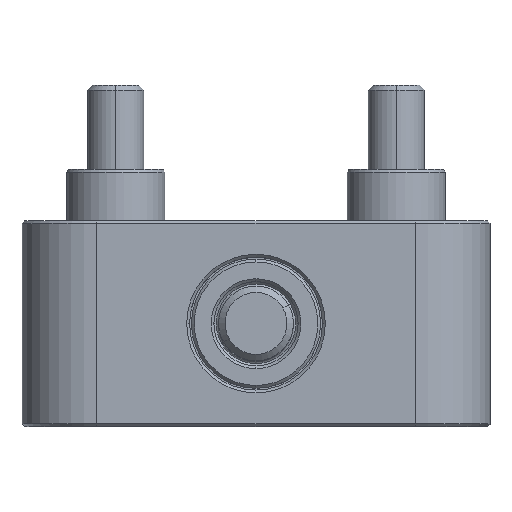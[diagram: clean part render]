
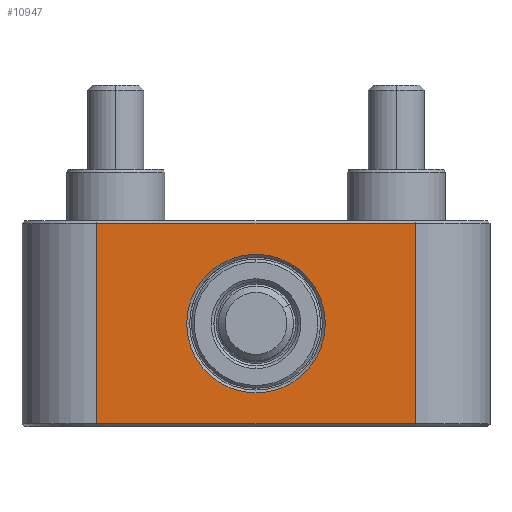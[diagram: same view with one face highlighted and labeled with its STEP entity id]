
A CAD part, top view. The second image highlights one B-rep face of the part: STEP entity #10947.
In plain terms, the highlighted face is planar.
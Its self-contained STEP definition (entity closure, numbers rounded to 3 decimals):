
#199 = DIRECTION ( 'NONE',  ( 0., 0., 1. ) ) ;
#664 = ORIENTED_EDGE ( 'NONE', *, *, #14036, .T. ) ;
#1175 = DIRECTION ( 'NONE',  ( -1., 0., 0. ) ) ;
#1717 = CARTESIAN_POINT ( 'NONE',  ( -17., 0.3, -12. ) ) ;
#2483 = EDGE_LOOP ( 'NONE', ( #4833, #664 ) ) ;
#2792 = DIRECTION ( 'NONE',  ( 0., -1., 0. ) ) ;
#3249 = DIRECTION ( 'NONE',  ( 0., 1., 0. ) ) ;
#3415 = AXIS2_PLACEMENT_3D ( 'NONE', #3469, #9785, #8305 ) ;
#3469 = CARTESIAN_POINT ( 'NONE',  ( 0., 11., -12. ) ) ;
#3975 = VERTEX_POINT ( 'NONE', #12257 ) ;
#4787 = EDGE_CURVE ( 'NONE', #12729, #3975, #11265, .T. ) ;
#4833 = ORIENTED_EDGE ( 'NONE', *, *, #13154, .T. ) ;
#4949 = FACE_BOUND ( 'NONE', #2483, .T. ) ;
#5081 = VECTOR ( 'NONE', #10899, 1000. ) ;
#5905 = LINE ( 'NONE', #6002, #9033 ) ;
#5937 = VERTEX_POINT ( 'NONE', #10077 ) ;
#6002 = CARTESIAN_POINT ( 'NONE',  ( -17., 0.3, -12. ) ) ;
#6879 = CARTESIAN_POINT ( 'NONE',  ( 17., 0.3, -12. ) ) ;
#8305 = DIRECTION ( 'NONE',  ( 1., 0., 0. ) ) ;
#8673 = AXIS2_PLACEMENT_3D ( 'NONE', #20626, #10638, #15564 ) ;
#8977 = ORIENTED_EDGE ( 'NONE', *, *, #20289, .T. ) ;
#9033 = VECTOR ( 'NONE', #1175, 1000. ) ;
#9675 = FACE_OUTER_BOUND ( 'NONE', #12842, .T. ) ;
#9785 = DIRECTION ( 'NONE',  ( 0., 0., 1. ) ) ;
#10077 = CARTESIAN_POINT ( 'NONE',  ( 17., 21.7, -12. ) ) ;
#10362 = VECTOR ( 'NONE', #2792, 1000. ) ;
#10512 = EDGE_CURVE ( 'NONE', #3975, #5937, #10592, .T. ) ;
#10592 = LINE ( 'NONE', #15512, #5081 ) ;
#10638 = DIRECTION ( 'NONE',  ( 0., 0., 1. ) ) ;
#10899 = DIRECTION ( 'NONE',  ( 1., 0., 0. ) ) ;
#10947 = ADVANCED_FACE ( 'NONE', ( #4949, #9675 ), #17570, .F. ) ;
#11210 = LINE ( 'NONE', #16032, #10362 ) ;
#11265 = LINE ( 'NONE', #14401, #15539 ) ;
#11455 = VERTEX_POINT ( 'NONE', #19201 ) ;
#11605 = CARTESIAN_POINT ( 'NONE',  ( -7.4, 11., -12. ) ) ;
#12257 = CARTESIAN_POINT ( 'NONE',  ( -17., 21.7, -12. ) ) ;
#12426 = ORIENTED_EDGE ( 'NONE', *, *, #4787, .T. ) ;
#12729 = VERTEX_POINT ( 'NONE', #1717 ) ;
#12842 = EDGE_LOOP ( 'NONE', ( #12426, #16337, #17885, #8977 ) ) ;
#13151 = AXIS2_PLACEMENT_3D ( 'NONE', #19459, #199, #17869 ) ;
#13154 = EDGE_CURVE ( 'NONE', #16522, #11455, #13481, .T. ) ;
#13481 = CIRCLE ( 'NONE', #3415, 7.4 ) ;
#13581 = EDGE_CURVE ( 'NONE', #5937, #19015, #11210, .T. ) ;
#14036 = EDGE_CURVE ( 'NONE', #11455, #16522, #20115, .T. ) ;
#14401 = CARTESIAN_POINT ( 'NONE',  ( -17., 22., -12. ) ) ;
#15512 = CARTESIAN_POINT ( 'NONE',  ( -25., 21.7, -12. ) ) ;
#15539 = VECTOR ( 'NONE', #3249, 1000. ) ;
#15564 = DIRECTION ( 'NONE',  ( 1., 0., 0. ) ) ;
#16032 = CARTESIAN_POINT ( 'NONE',  ( 17., 22., -12. ) ) ;
#16337 = ORIENTED_EDGE ( 'NONE', *, *, #10512, .T. ) ;
#16522 = VERTEX_POINT ( 'NONE', #11605 ) ;
#17570 = PLANE ( 'NONE',  #13151 ) ;
#17869 = DIRECTION ( 'NONE',  ( 1., 0., 0. ) ) ;
#17885 = ORIENTED_EDGE ( 'NONE', *, *, #13581, .T. ) ;
#19015 = VERTEX_POINT ( 'NONE', #6879 ) ;
#19201 = CARTESIAN_POINT ( 'NONE',  ( 7.4, 11., -12. ) ) ;
#19459 = CARTESIAN_POINT ( 'NONE',  ( -25., 22., -12. ) ) ;
#20115 = CIRCLE ( 'NONE', #8673, 7.4 ) ;
#20289 = EDGE_CURVE ( 'NONE', #19015, #12729, #5905, .T. ) ;
#20626 = CARTESIAN_POINT ( 'NONE',  ( 0., 11., -12. ) ) ;
